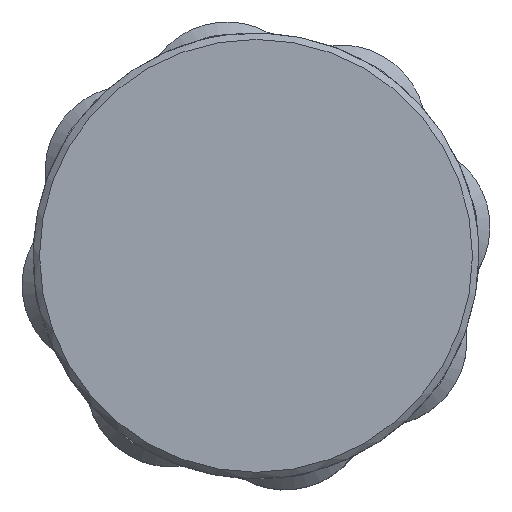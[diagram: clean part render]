
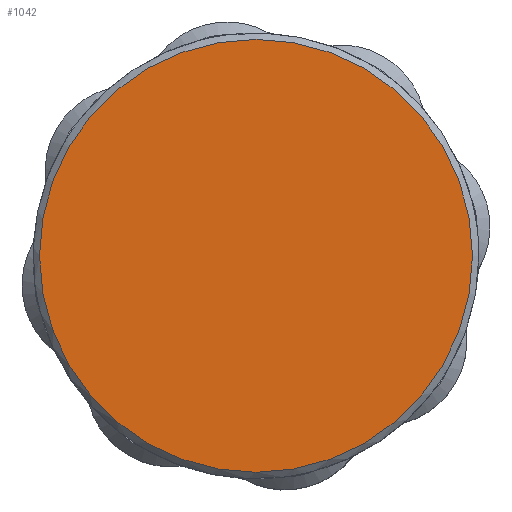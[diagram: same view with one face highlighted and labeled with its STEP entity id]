
A CAD part, top view. The second image highlights one B-rep face of the part: STEP entity #1042.
In plain terms, the highlighted planar face has unit normal (0, 0, 1).
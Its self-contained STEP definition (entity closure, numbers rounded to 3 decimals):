
#39=PLANE('',#1196);
#125=FACE_OUTER_BOUND('',#195,.T.);
#195=EDGE_LOOP('',(#936));
#271=CIRCLE('',#1195,33.875);
#477=VERTEX_POINT('',#4796);
#633=EDGE_CURVE('',#477,#477,#271,.T.);
#936=ORIENTED_EDGE('',*,*,#633,.F.);
#1042=ADVANCED_FACE('',(#125),#39,.T.);
#1195=AXIS2_PLACEMENT_3D('',#4797,#1499,#1500);
#1196=AXIS2_PLACEMENT_3D('',#4799,#1502,#1503);
#1499=DIRECTION('center_axis',(0.,0.,-1.));
#1500=DIRECTION('ref_axis',(-1.,0.,0.));
#1502=DIRECTION('center_axis',(0.,0.,1.));
#1503=DIRECTION('ref_axis',(-1.,0.,0.));
#4796=CARTESIAN_POINT('',(-82.25,-23.307,110.98));
#4797=CARTESIAN_POINT('Origin',(-116.125,-23.307,110.98));
#4799=CARTESIAN_POINT('Origin',(-116.125,-23.307,110.98));
